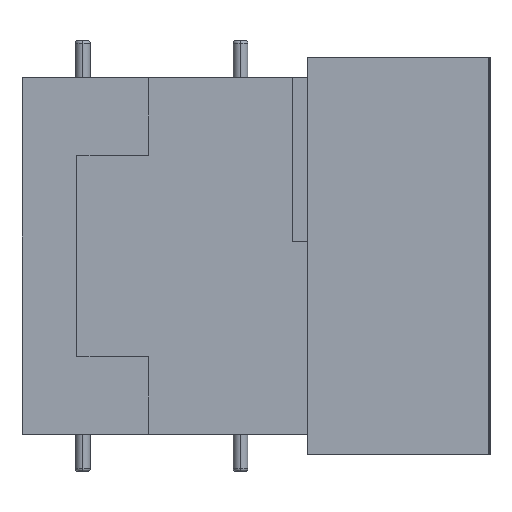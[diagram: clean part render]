
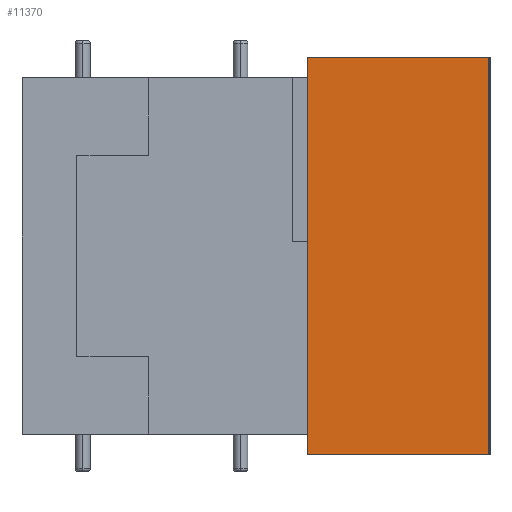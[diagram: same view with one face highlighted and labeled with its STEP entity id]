
A CAD part, left-side view. The second image highlights one B-rep face of the part: STEP entity #11370.
In plain terms, the highlighted planar face has unit normal (-1, 0, 0).
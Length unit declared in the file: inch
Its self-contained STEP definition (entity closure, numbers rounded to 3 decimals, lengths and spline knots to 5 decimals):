
#2424 = LINE ( 'NONE', #18584, #22368 ) ;
#2652 = ORIENTED_EDGE ( 'NONE', *, *, #26374, .T. ) ;
#3244 = DIRECTION ( 'NONE',  ( 0., 0., -1. ) ) ;
#3312 = DIRECTION ( 'NONE',  ( 1., 0., 0. ) ) ;
#3339 = CARTESIAN_POINT ( 'NONE',  ( -0.83656, -0.6, 0.83661 ) ) ;
#4290 = ORIENTED_EDGE ( 'NONE', *, *, #7564, .T. ) ;
#4956 = DIRECTION ( 'NONE',  ( 0., -1., 0. ) ) ;
#5686 = VERTEX_POINT ( 'NONE', #6410 ) ;
#5763 = VERTEX_POINT ( 'NONE', #21474 ) ;
#5929 = PLANE ( 'NONE',  #27670 ) ;
#6253 = VECTOR ( 'NONE', #4956, 39.37008 ) ;
#6410 = CARTESIAN_POINT ( 'NONE',  ( -0.83656, -0.6, -0.83661 ) ) ;
#7564 = EDGE_CURVE ( 'NONE', #9922, #5686, #10630, .T. ) ;
#8356 = VERTEX_POINT ( 'NONE', #16714 ) ;
#9922 = VERTEX_POINT ( 'NONE', #3339 ) ;
#10630 = LINE ( 'NONE', #17426, #21029 ) ;
#10856 = CARTESIAN_POINT ( 'NONE',  ( -0.83656, -1.3618, 0.83661 ) ) ;
#11370 = ADVANCED_FACE ( 'NONE', ( #17638 ), #5929, .F. ) ;
#13162 = DIRECTION ( 'NONE',  ( 0., -1., 0. ) ) ;
#13697 = DIRECTION ( 'NONE',  ( 0., 0., -1. ) ) ;
#14218 = LINE ( 'NONE', #16678, #6253 ) ;
#15634 = DIRECTION ( 'NONE',  ( 0., 1., 0. ) ) ;
#16269 = ORIENTED_EDGE ( 'NONE', *, *, #16862, .F. ) ;
#16678 = CARTESIAN_POINT ( 'NONE',  ( -0.83656, -1.3618, -0.83661 ) ) ;
#16714 = CARTESIAN_POINT ( 'NONE',  ( -0.83656, -1.3618, -0.83661 ) ) ;
#16862 = EDGE_CURVE ( 'NONE', #9922, #5763, #22531, .T. ) ;
#17426 = CARTESIAN_POINT ( 'NONE',  ( -0.83656, -0.6, 0.83661 ) ) ;
#17638 = FACE_OUTER_BOUND ( 'NONE', #29039, .T. ) ;
#17809 = EDGE_CURVE ( 'NONE', #5763, #8356, #2424, .T. ) ;
#18215 = ORIENTED_EDGE ( 'NONE', *, *, #17809, .F. ) ;
#18584 = CARTESIAN_POINT ( 'NONE',  ( -0.83656, -1.3618, 0.83661 ) ) ;
#21029 = VECTOR ( 'NONE', #3244, 39.37008 ) ;
#21474 = CARTESIAN_POINT ( 'NONE',  ( -0.83656, -1.3618, 0.83661 ) ) ;
#22368 = VECTOR ( 'NONE', #13697, 39.37008 ) ;
#22531 = LINE ( 'NONE', #22820, #23836 ) ;
#22820 = CARTESIAN_POINT ( 'NONE',  ( -0.83656, -1.3618, 0.83661 ) ) ;
#23836 = VECTOR ( 'NONE', #13162, 39.37008 ) ;
#26374 = EDGE_CURVE ( 'NONE', #5686, #8356, #14218, .T. ) ;
#27670 = AXIS2_PLACEMENT_3D ( 'NONE', #10856, #3312, #15634 ) ;
#29039 = EDGE_LOOP ( 'NONE', ( #2652, #18215, #16269, #4290 ) ) ;
